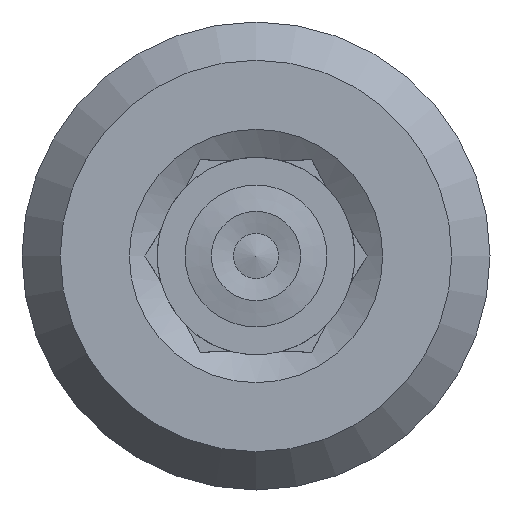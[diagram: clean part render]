
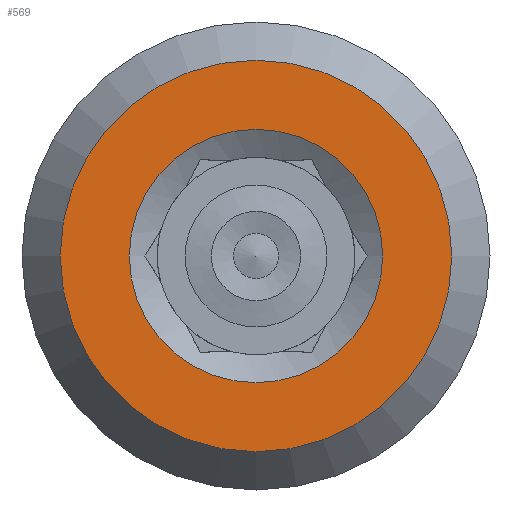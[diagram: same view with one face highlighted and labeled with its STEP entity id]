
A CAD part, left-side view. The second image highlights one B-rep face of the part: STEP entity #569.
In plain terms, the highlighted planar face has unit normal (-1, 0, 0).
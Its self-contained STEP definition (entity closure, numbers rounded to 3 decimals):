
#81=PLANE('',#648);
#110=FACE_BOUND('',#192,.T.);
#146=FACE_OUTER_BOUND('',#191,.T.);
#191=EDGE_LOOP('',(#521));
#192=EDGE_LOOP('',(#522));
#231=CIRCLE('',#637,12.5);
#238=CIRCLE('',#649,19.32);
#283=VERTEX_POINT('',#990);
#294=VERTEX_POINT('',#2751);
#357=EDGE_CURVE('',#283,#283,#231,.T.);
#372=EDGE_CURVE('',#294,#294,#238,.T.);
#521=ORIENTED_EDGE('',*,*,#372,.F.);
#522=ORIENTED_EDGE('',*,*,#357,.T.);
#569=ADVANCED_FACE('',(#146,#110),#81,.T.);
#637=AXIS2_PLACEMENT_3D('',#991,#786,#787);
#648=AXIS2_PLACEMENT_3D('',#2750,#808,#809);
#649=AXIS2_PLACEMENT_3D('',#2752,#810,#811);
#786=DIRECTION('center_axis',(1.,0.,0.));
#787=DIRECTION('ref_axis',(0.,1.,0.));
#808=DIRECTION('center_axis',(-1.,0.,0.));
#809=DIRECTION('ref_axis',(0.,0.,1.));
#810=DIRECTION('center_axis',(1.,0.,0.));
#811=DIRECTION('ref_axis',(0.,0.,-1.));
#990=CARTESIAN_POINT('',(-20.1,12.5,0.));
#991=CARTESIAN_POINT('Origin',(-20.1,0.,0.));
#2750=CARTESIAN_POINT('Origin',(-20.1,19.32,0.));
#2751=CARTESIAN_POINT('',(-20.1,19.32,0.));
#2752=CARTESIAN_POINT('Origin',(-20.1,0.,0.));
